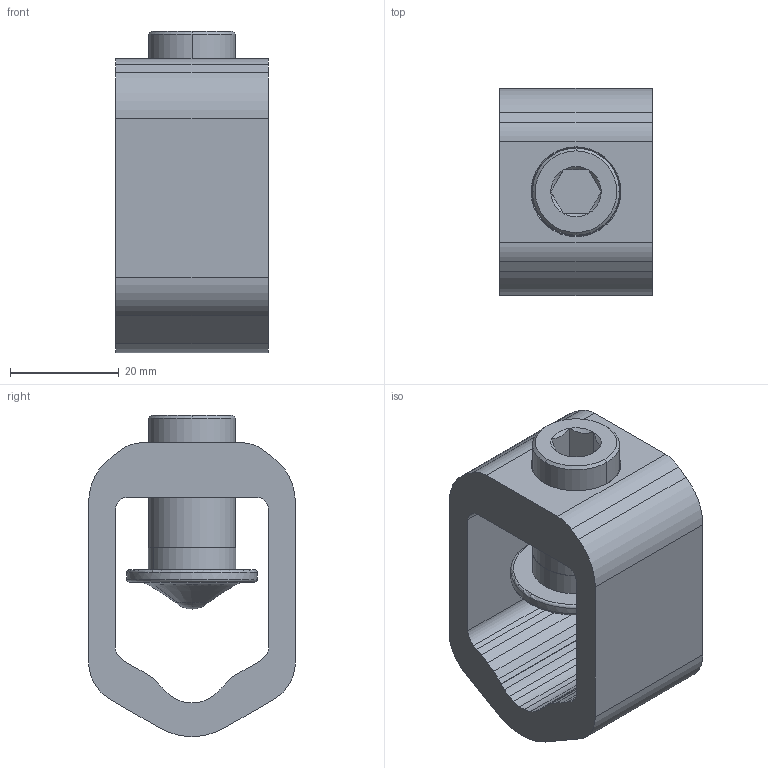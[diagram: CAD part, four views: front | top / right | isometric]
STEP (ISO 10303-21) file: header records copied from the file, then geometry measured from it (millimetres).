
FILE_DESCRIPTION(('CATIA V5 STEP'),'2;1');
FILE_NAME('K2971026_L_V-Direktanschlussklemme-RM300.stp','2018-02-15T16:02:23+00:00',('none'),('Jean Müller GmbH'),'CATIA Version 5 Release 19 SP 9 (IN-10)','CATIA V5 STEP AP214','none');
FILE_SCHEMA(('AUTOMOTIVE_DESIGN { 1 0 10303 214 1 1 1 1 }'));
Length unit declared in the file: millimetre
Products named in the file (4): K2971026_L_V-Direktanschlussklemme RM300; 86039_L_V-Direktanschlussklemme RM300; 70460_L_Klemmrahmen M16x1_RM300; 61288_L_Madenschraube M16x1_RM300
Assembly tree (3 placements, depth 3):
  K2971026_L_V-Direktanschlussklemme RM300
    86039_L_V-Direktanschlussklemme RM300
      70460_L_Klemmrahmen M16x1_RM300
      61288_L_Madenschraube M16x1_RM300
Bounding box: 28 x 38 x 59.04 mm (x, y, z)
Volume: 29783.1 mm3; surface area: 12355.1 mm2
Topology: 2 solids, 2 shells, 98 faces, 252 edges, 157 vertices
Faces by surface type: plane 40, cylinder 26, cone 18, torus 10, sphere 4
Entity records: 3022 total; most frequent: CARTESIAN_POINT 660, ORIENTED_EDGE 496, DIRECTION 418, EDGE_CURVE 248, AXIS2_PLACEMENT_3D 193, VERTEX_POINT 157, VECTOR 134, LINE 134
